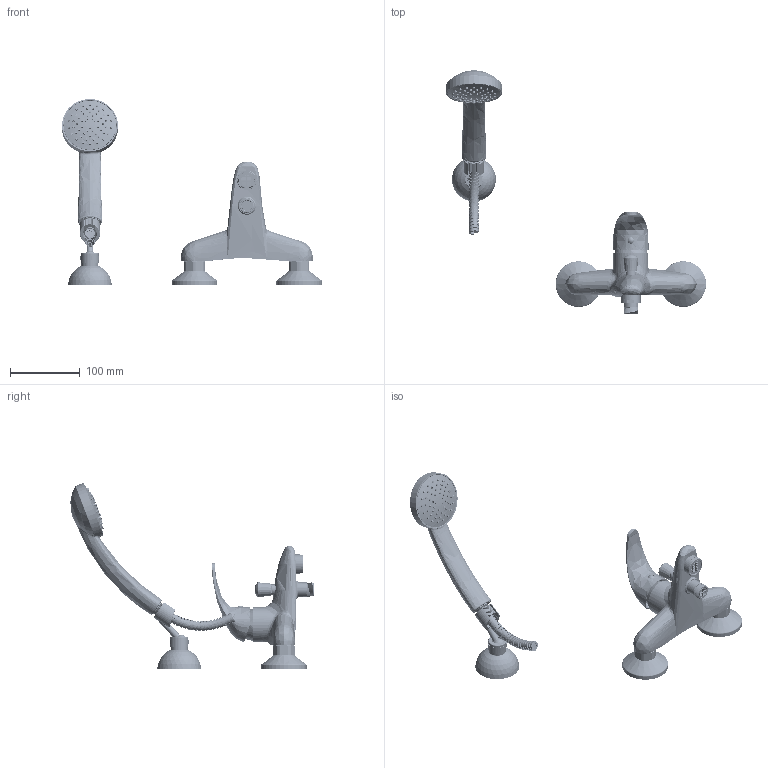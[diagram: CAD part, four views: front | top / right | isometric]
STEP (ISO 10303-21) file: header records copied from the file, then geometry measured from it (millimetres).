
FILE_DESCRIPTION((''),'2;1');
FILE_NAME('ND023CR_ASM','2021-11-10T10:36:34',('ut3'),('PAFFONI SpA'),'CREO PARAMETRIC BY PTC INC, 2020044','CREO PARAMETRIC BY PTC INC, 2020044','');
FILE_SCHEMA(('CONFIG_CONTROL_DESIGN','SHAPE_APPEARANCE_LAYERS_GROUPS'));
Products named in the file (47): 3021162TO; 2041093GR; 2092033_AF0; 2041093SB_ASM; 2051002CR; 5001412CR-N_CORPO; 5001412CRV-N_RACCORDO; 5001412CR-N_ASTA; 2092064_AF0; 2092086_AF0; 2092019_AF0; 5001412CRV-N_ASM; 2051022; 2041958GR; 4071078_CORPO; 4071078_ROTAZIONE; 4071078_ASTA; 4071078_FONDELLO; 4071078_GHIERA; 4071078_ASM; 2041064GR; 2081103CR; 4061135CR; 2041560GR; 2091120; CORPO_AERATORE_28; CARTUCCIA_AERATORE_28; GUARNIZIONE_AERATORE_28; 2051109CR_ASM; 2091168; 4061103CR; 4061103CR_ASM; 5001128_CORPO; 5001128_GUARNIZIONE; 5001128_GANCIO; 5001128_ANTIFRIZIONE; 5001128_GHIERA; 5001128CR_ASM; 4071007CR; 4071534CR_A ...
Assembly tree (49 placements, depth 3):
  ND023CR_ASM
    3021162TO
    2041093SB_ASM  x2
      2041093GR
      2092033_AF0
    2051002CR  x2
    5001412CRV-N_ASM
      5001412CR-N_CORPO
      5001412CRV-N_RACCORDO
      5001412CR-N_ASTA
      2092064_AF0
      2092086_AF0
      2092019_AF0
    2051022
    2041958GR
    4071078_ASM
      4071078_CORPO
      4071078_ROTAZIONE
      4071078_ASTA
      4071078_FONDELLO
      4071078_GHIERA
    2041064GR
    2081103CR
    4061135CR
    2041560GR
    2091120
    2051109CR_ASM
      CORPO_AERATORE_28
      CARTUCCIA_AERATORE_28
      GUARNIZIONE_AERATORE_28
    4061103CR_ASM  x2
      2091168
      4061103CR
    5001128CR_ASM
      5001128_CORPO
      5001128_GUARNIZIONE
      5001128_GANCIO
      5001128_ANTIFRIZIONE
      5001128_GHIERA
    4071007CR
    4071534CR_ASM
      4071534CR_A
      4071534CR_B
      4071534CR_C
      4071534CR_D
      4071534CR_E
      4071534CR_F
Bounding box: 372.81 x 348.45 x 266.62 mm (x, y, z)
Volume: 387021.4 mm3; surface area: 299397.3 mm2
Topology: 45 solids, 63 shells, 4861 faces, 13918 edges, 9191 vertices
Faces by surface type: plane 2634, cylinder 810, cone 517, torus 473, bspline 365, sphere 50, extrusion 12
Entity records: 257389 total; most frequent: CARTESIAN_POINT 81539, ORIENTED_EDGE 27100, DIRECTION 24455, PRESENTATION_STYLE_ASSIGNMENT 14957, STYLED_ITEM 14951, CURVE_STYLE 13586, EDGE_CURVE 13578, VERTEX_POINT 9021
